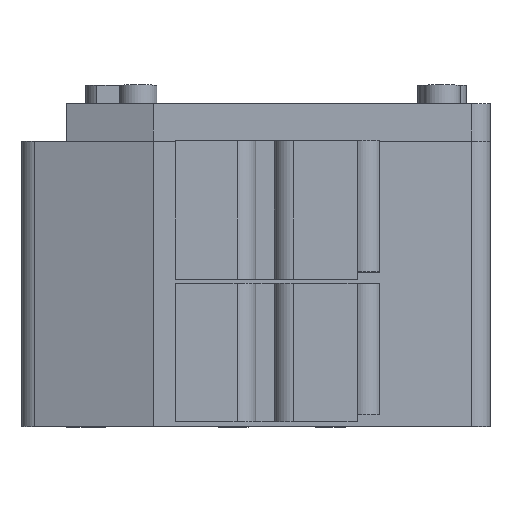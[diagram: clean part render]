
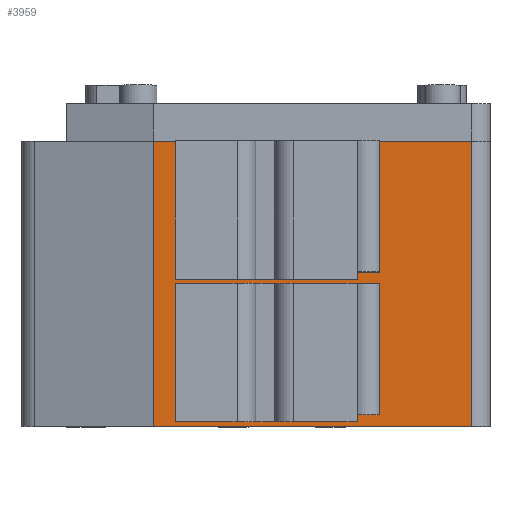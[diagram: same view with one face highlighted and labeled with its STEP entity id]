
A CAD part, top view. The second image highlights one B-rep face of the part: STEP entity #3959.
In plain terms, the highlighted planar face has unit normal (0, 0, 1).
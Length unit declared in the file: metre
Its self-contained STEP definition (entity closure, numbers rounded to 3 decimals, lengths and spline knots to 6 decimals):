
#458=ORIENTED_EDGE('',*,*,#1454,.F.);
#459=ORIENTED_EDGE('',*,*,#1455,.F.);
#460=ORIENTED_EDGE('',*,*,#1456,.F.);
#461=ORIENTED_EDGE('',*,*,#1457,.T.);
#462=ORIENTED_EDGE('',*,*,#1452,.T.);
#463=ORIENTED_EDGE('',*,*,#1458,.F.);
#464=ORIENTED_EDGE('',*,*,#1459,.F.);
#465=ORIENTED_EDGE('',*,*,#1460,.T.);
#466=ORIENTED_EDGE('',*,*,#1461,.F.);
#467=ORIENTED_EDGE('',*,*,#1462,.F.);
#468=ORIENTED_EDGE('',*,*,#1463,.F.);
#469=ORIENTED_EDGE('',*,*,#1464,.T.);
#1452=EDGE_CURVE('',#1978,#1977,#2397,.T.);
#1454=EDGE_CURVE('',#1979,#1980,#2398,.T.);
#1455=EDGE_CURVE('',#1981,#1979,#2399,.T.);
#1456=EDGE_CURVE('',#1982,#1981,#2400,.T.);
#1457=EDGE_CURVE('',#1982,#1980,#2401,.T.);
#1458=EDGE_CURVE('',#1983,#1977,#2402,.T.);
#1459=EDGE_CURVE('',#1984,#1983,#2403,.T.);
#1460=EDGE_CURVE('',#1984,#1985,#2404,.T.);
#1461=EDGE_CURVE('',#1986,#1985,#2405,.T.);
#1462=EDGE_CURVE('',#1987,#1986,#2406,.T.);
#1463=EDGE_CURVE('',#1988,#1987,#2407,.T.);
#1464=EDGE_CURVE('',#1988,#1978,#2408,.T.);
#1977=VERTEX_POINT('',#5901);
#1978=VERTEX_POINT('',#5903);
#1979=VERTEX_POINT('',#5907);
#1980=VERTEX_POINT('',#5908);
#1981=VERTEX_POINT('',#5910);
#1982=VERTEX_POINT('',#5912);
#1983=VERTEX_POINT('',#5915);
#1984=VERTEX_POINT('',#5917);
#1985=VERTEX_POINT('',#5919);
#1986=VERTEX_POINT('',#5921);
#1987=VERTEX_POINT('',#5923);
#1988=VERTEX_POINT('',#5925);
#2397=LINE('',#5902,#2871);
#2398=LINE('',#5906,#2872);
#2399=LINE('',#5909,#2873);
#2400=LINE('',#5911,#2874);
#2401=LINE('',#5913,#2875);
#2402=LINE('',#5914,#2876);
#2403=LINE('',#5916,#2877);
#2404=LINE('',#5918,#2878);
#2405=LINE('',#5920,#2879);
#2406=LINE('',#5922,#2880);
#2407=LINE('',#5924,#2881);
#2408=LINE('',#5926,#2882);
#2871=VECTOR('',#4757,1.);
#2872=VECTOR('',#4762,1.);
#2873=VECTOR('',#4763,1.);
#2874=VECTOR('',#4764,1.);
#2875=VECTOR('',#4765,1.);
#2876=VECTOR('',#4766,1.);
#2877=VECTOR('',#4767,1.);
#2878=VECTOR('',#4768,1.);
#2879=VECTOR('',#4769,1.);
#2880=VECTOR('',#4770,1.);
#2881=VECTOR('',#4771,1.);
#2882=VECTOR('',#4772,1.);
#3281=EDGE_LOOP('',(#458,#459,#460,#461));
#3282=EDGE_LOOP('',(#462,#463,#464,#465,#466,#467,#468,#469));
#3541=FACE_BOUND('',#3281,.T.);
#3542=FACE_BOUND('',#3282,.T.);
#3780=PLANE('',#4229);
#3959=ADVANCED_FACE('',(#3541,#3542),#3780,.T.);
#4229=AXIS2_PLACEMENT_3D('',#5905,#4760,#4761);
#4757=DIRECTION('',(0.,1.,0.));
#4760=DIRECTION('',(0.,0.,1.));
#4761=DIRECTION('',(1.,0.,0.));
#4762=DIRECTION('',(0.,-1.,0.));
#4763=DIRECTION('',(-1.,0.,0.));
#4764=DIRECTION('',(0.,1.,0.));
#4765=DIRECTION('',(-1.,0.,0.));
#4766=DIRECTION('',(1.,0.,0.));
#4767=DIRECTION('',(0.,1.,0.));
#4768=DIRECTION('',(-1.,0.,0.));
#4769=DIRECTION('',(0.,-1.,0.));
#4770=DIRECTION('',(1.,0.,0.));
#4771=DIRECTION('',(0.,1.,0.));
#4772=DIRECTION('',(1.,0.,0.));
#5901=CARTESIAN_POINT('',(0.0025,0.0021,0.009169));
#5902=CARTESIAN_POINT('',(0.0025,-0.0029,0.009169));
#5903=CARTESIAN_POINT('',(0.0025,-0.00552,0.009169));
#5905=CARTESIAN_POINT('',(-0.006,-0.0029,0.009169));
#5906=CARTESIAN_POINT('',(-0.004755,-0.00171,0.009169));
#5907=CARTESIAN_POINT('',(-0.004755,-0.00171,0.009169));
#5908=CARTESIAN_POINT('',(-0.004755,-0.00521,0.009169));
#5909=CARTESIAN_POINT('',(-0.006,-0.00171,0.009169));
#5910=CARTESIAN_POINT('',(0.000057,-0.00171,0.009169));
#5911=CARTESIAN_POINT('',(0.000057,-0.00521,0.009169));
#5912=CARTESIAN_POINT('',(0.000057,-0.00521,0.009169));
#5913=CARTESIAN_POINT('',(0.000057,-0.00521,0.009169));
#5914=CARTESIAN_POINT('',(0.000057,0.0021,0.009169));
#5915=CARTESIAN_POINT('',(0.000057,0.0021,0.009169));
#5916=CARTESIAN_POINT('',(0.000057,-0.0014,0.009169));
#5917=CARTESIAN_POINT('',(0.000057,-0.0014,0.009169));
#5918=CARTESIAN_POINT('',(0.000057,-0.0014,0.009169));
#5919=CARTESIAN_POINT('',(-0.004755,-0.0014,0.009169));
#5920=CARTESIAN_POINT('',(-0.004755,0.0021,0.009169));
#5921=CARTESIAN_POINT('',(-0.004755,0.0021,0.009169));
#5922=CARTESIAN_POINT('',(-0.006,0.0021,0.009169));
#5923=CARTESIAN_POINT('',(-0.006,0.0021,0.009169));
#5924=CARTESIAN_POINT('',(-0.006,-0.0029,0.009169));
#5925=CARTESIAN_POINT('',(-0.006,-0.00552,0.009169));
#5926=CARTESIAN_POINT('',(0.003,-0.00552,0.009169));
